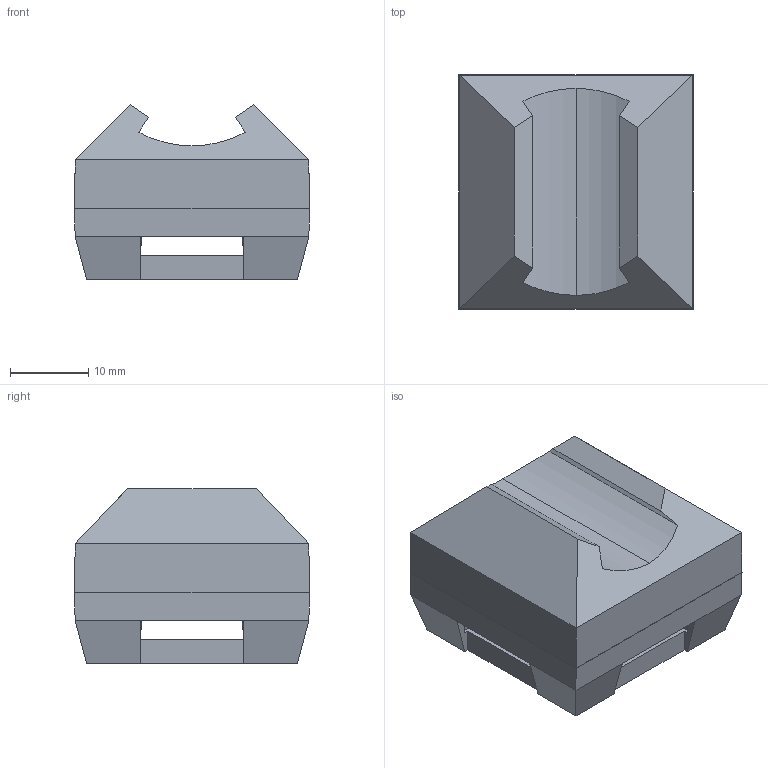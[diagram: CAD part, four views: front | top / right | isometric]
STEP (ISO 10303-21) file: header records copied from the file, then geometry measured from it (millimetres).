
FILE_DESCRIPTION(('STEP AP214'),'1');
FILE_NAME('cctmp_E124D456-3C36-4944-92A6-F2C319090D2E_2020_1_17_7_19_49_22..stp','2020-01-17T06:19:49',('Bosch Rexroth AG'),('CADClick - www.CADClick.com'),'Spatial InterOp 3D',' ','unknown authorization - (Healing Option Enabled)');
FILE_SCHEMA(('AUTOMOTIVE_DESIGN'));
Length unit declared in the file: millimetre
Products named in the file (1): 2020_01_17__07-19-49-022
Bounding box: 30.02 x 30.02 x 22.3 mm (x, y, z)
Volume: 12012.7 mm3; surface area: 5261 mm2
Topology: 1 solids, 1 shells, 87 faces, 251 edges, 162 vertices
Faces by surface type: plane 81, cone 4, cylinder 2
Entity records: 3525 total; most frequent: ORIENTED_EDGE 502, CARTESIAN_POINT 501, DIRECTION 439, EDGE_CURVE 251, LINE 239, VECTOR 239, VERTEX_POINT 162, AXIS2_PLACEMENT_3D 100
